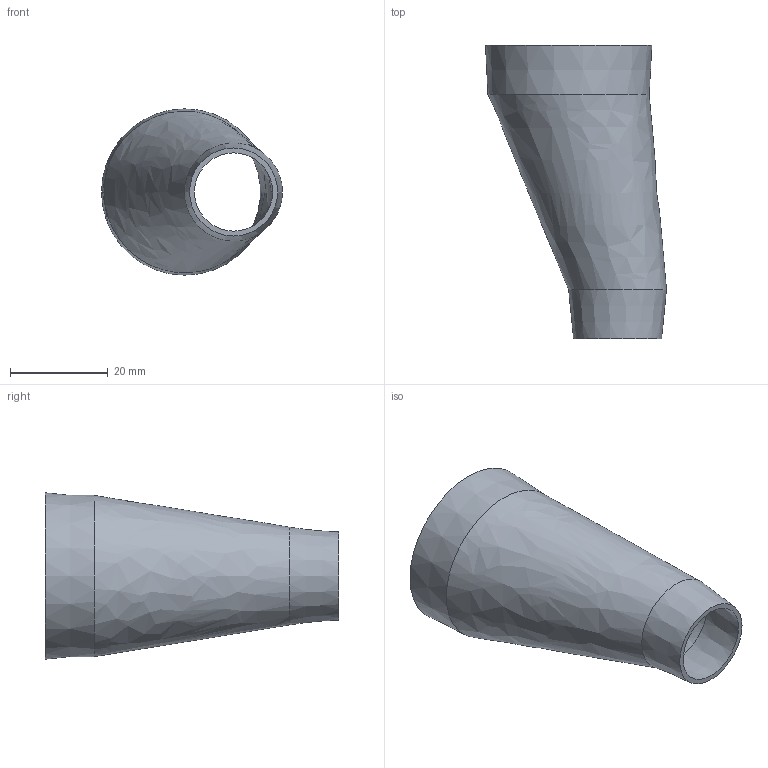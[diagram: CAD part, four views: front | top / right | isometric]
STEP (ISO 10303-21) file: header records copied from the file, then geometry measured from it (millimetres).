
FILE_DESCRIPTION(/* description */ (''),/* implementation_level */ '2;1');
FILE_NAME(/* name */ 'nozzel_adapter.step',/* time_stamp */ '2023-09-21T20:36:58+10:00',/* author */ (''),/* organization */ (''),/* preprocessor_version */ 'ST-DEVELOPER v20',/* originating_system */ 'Autodesk Translation Framework v12.9.0.99',/* authorisation */ '');
FILE_SCHEMA (('AUTOMOTIVE_DESIGN { 1 0 10303 214 3 1 1 }'));
Length unit declared in the file: millimetre
Products named in the file (1): nozzel_adapter
Bounding box: 37 x 60 x 34 mm (x, y, z)
Volume: 4790.8 mm3; surface area: 9926.1 mm2
Topology: 1 solids, 1 shells, 8 faces, 26 edges, 20 vertices
Faces by surface type: cone 4, plane 2, bspline 2
Entity records: 382 total; most frequent: CARTESIAN_POINT 91, DIRECTION 58, ORIENTED_EDGE 52, AXIS2_PLACEMENT_3D 27, EDGE_CURVE 26, CIRCLE 20, VERTEX_POINT 20, EDGE_LOOP 10
